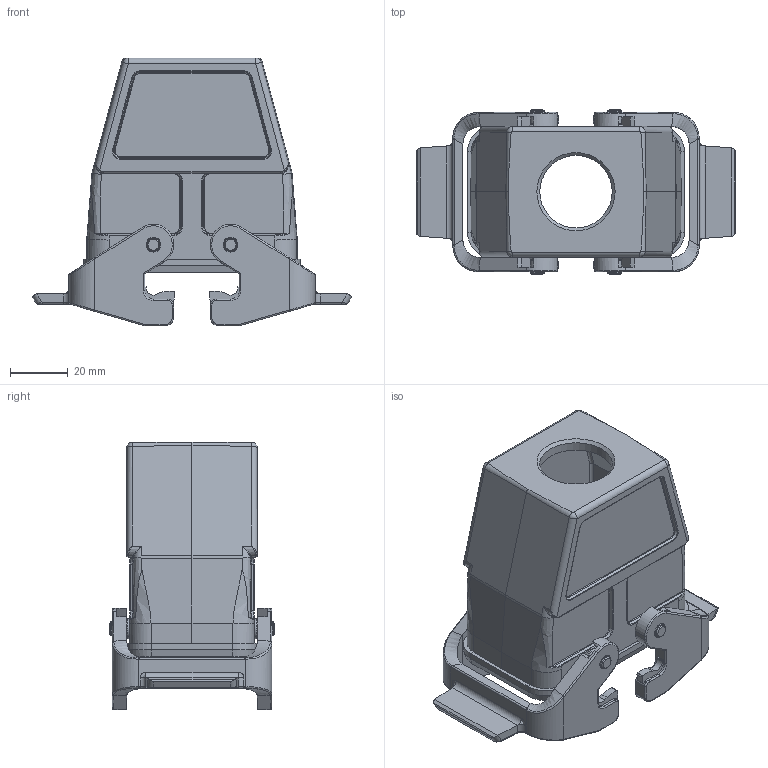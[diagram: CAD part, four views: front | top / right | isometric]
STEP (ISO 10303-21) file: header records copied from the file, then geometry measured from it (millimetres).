
FILE_DESCRIPTION(/* description */ (''),/* implementation_level */ '2;1');
FILE_NAME(/* name */ '100105869ugm000_b.stp',/* time_stamp */ '2017-10-30T15:04:31+01:00',/* author */ (''),/* organization */ (''),/* preprocessor_version */ 'ST-DEVELOPER v16',/* originating_system */ 'SIEMENS PLM Software NX 10.0',/* authorisation */ '');
FILE_SCHEMA (('AUTOMOTIVE_DESIGN { 1 0 10303 214 3 1 1 1 }'));
Length unit declared in the file: millimetre
Products named in the file (1): 100105869ugm000_b
Bounding box: 110 x 57 x 92.3 mm (x, y, z)
Volume: 82402.8 mm3; surface area: 47496.1 mm2
Topology: 3 solids, 5 shells, 847 faces, 2176 edges, 1356 vertices
Faces by surface type: plane 338, cylinder 263, bspline 127, torus 62, cone 47, sphere 10
Full cylindrical faces by diameter (mm): 2.05 x4, 3 x4, 4 x4, 4.8 x4, 5.1 x4, 7 x4, 25 x1
Entity records: 34219 total; most frequent: CARTESIAN_POINT 11164, ORIENTED_EDGE 4070, DIRECTION 3854, EDGE_CURVE 2035, AXIS2_PLACEMENT_3D 1400, VERTEX_POINT 1277, LINE 1054, VECTOR 1054
